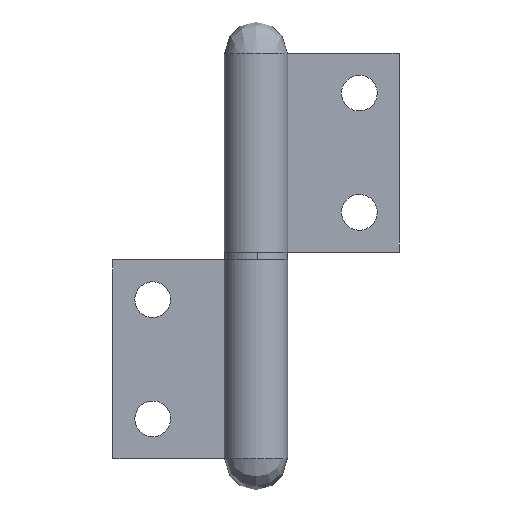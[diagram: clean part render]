
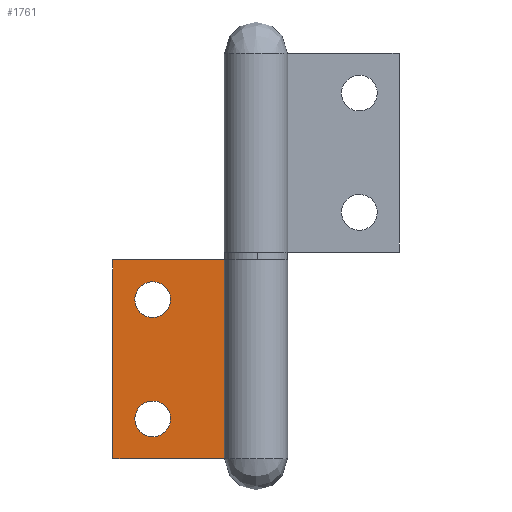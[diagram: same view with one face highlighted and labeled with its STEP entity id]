
A CAD part, front view. The second image highlights one B-rep face of the part: STEP entity #1761.
In plain terms, the highlighted free-form (B-spline) face has degree [1, 1] with [2, 2] control points.
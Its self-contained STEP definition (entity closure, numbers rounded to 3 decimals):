
#1136=CARTESIAN_POINT('',(-30.492,4.0,39.725));
#1137=VERTEX_POINT('',#1136);
#1143=CARTESIAN_POINT('',(-26.0,4.0,35.5));
#1144=VERTEX_POINT('',#1143);
#1145=CARTESIAN_POINT('',(-26.0,4.0,35.5));
#1146=CARTESIAN_POINT('',(-30.233,4.,35.5));
#1147=CARTESIAN_POINT('',(-30.492,4.,39.725));
#1155=(BOUNDED_CURVE()B_SPLINE_CURVE(2,(#1145,#1146,#1147),.UNSPECIFIED.,.F.,.U.)B_SPLINE_CURVE_WITH_KNOTS((3,3),(0.5,0.739),.UNSPECIFIED.)CURVE()GEOMETRIC_REPRESENTATION_ITEM()RATIONAL_B_SPLINE_CURVE((1.0,0.72,0.976))REPRESENTATION_ITEM(''));
#1156=EDGE_CURVE('',#1144,#1137,#1155,.T.);
#1158=CARTESIAN_POINT('',(-21.531,4.0,40.531));
#1159=VERTEX_POINT('',#1158);
#1160=CARTESIAN_POINT('',(-21.531,4.,40.531));
#1161=CARTESIAN_POINT('',(-21.5,4.0,40.267));
#1162=CARTESIAN_POINT('',(-21.5,4.0,40.0));
#1163=CARTESIAN_POINT('',(-21.5,4.0,35.5));
#1164=CARTESIAN_POINT('',(-26.0,4.0,35.5));
#1172=(BOUNDED_CURVE()B_SPLINE_CURVE(2,(#1160,#1161,#1162,#1163,#1164),.UNSPECIFIED.,.F.,.U.)B_SPLINE_CURVE_WITH_KNOTS((3,2,3),(0.23,0.25,0.5),.UNSPECIFIED.)CURVE()GEOMETRIC_REPRESENTATION_ITEM()RATIONAL_B_SPLINE_CURVE((0.956,0.976,1.0,0.707,1.0))REPRESENTATION_ITEM(''));
#1173=EDGE_CURVE('',#1159,#1144,#1172,.T.);
#1217=CARTESIAN_POINT('',(-26.0,4.0,44.5));
#1218=VERTEX_POINT('',#1217);
#1219=CARTESIAN_POINT('',(-26.0,4.0,44.5));
#1220=CARTESIAN_POINT('',(-22.003,4.0,44.5));
#1221=CARTESIAN_POINT('',(-21.531,4.0,40.531));
#1229=(BOUNDED_CURVE()B_SPLINE_CURVE(2,(#1219,#1220,#1221),.UNSPECIFIED.,.F.,.U.)B_SPLINE_CURVE_WITH_KNOTS((3,3),(0.0,0.23),.UNSPECIFIED.)CURVE()GEOMETRIC_REPRESENTATION_ITEM()RATIONAL_B_SPLINE_CURVE((1.0,0.731,0.956))REPRESENTATION_ITEM(''));
#1230=EDGE_CURVE('',#1218,#1159,#1229,.T.);
#1232=CARTESIAN_POINT('',(-30.492,4.0,39.725));
#1233=CARTESIAN_POINT('',(-30.5,4.,39.863));
#1234=CARTESIAN_POINT('',(-30.5,4.0,40.0));
#1235=CARTESIAN_POINT('',(-30.5,4.0,44.5));
#1236=CARTESIAN_POINT('',(-26.0,4.0,44.5));
#1244=(BOUNDED_CURVE()B_SPLINE_CURVE(2,(#1232,#1233,#1234,#1235,#1236),.UNSPECIFIED.,.F.,.U.)B_SPLINE_CURVE_WITH_KNOTS((3,2,3),(0.739,0.75,1.0),.UNSPECIFIED.)CURVE()GEOMETRIC_REPRESENTATION_ITEM()RATIONAL_B_SPLINE_CURVE((0.976,0.988,1.0,0.707,1.0))REPRESENTATION_ITEM(''));
#1245=EDGE_CURVE('',#1137,#1218,#1244,.T.);
#1322=CARTESIAN_POINT('',(-30.492,4.0,9.725));
#1323=VERTEX_POINT('',#1322);
#1329=CARTESIAN_POINT('',(-26.0,4.0,5.5));
#1330=VERTEX_POINT('',#1329);
#1331=CARTESIAN_POINT('',(-26.0,4.0,5.5));
#1332=CARTESIAN_POINT('',(-30.233,4.,5.5));
#1333=CARTESIAN_POINT('',(-30.492,4.,9.725));
#1341=(BOUNDED_CURVE()B_SPLINE_CURVE(2,(#1331,#1332,#1333),.UNSPECIFIED.,.F.,.U.)B_SPLINE_CURVE_WITH_KNOTS((3,3),(0.5,0.739),.UNSPECIFIED.)CURVE()GEOMETRIC_REPRESENTATION_ITEM()RATIONAL_B_SPLINE_CURVE((1.0,0.72,0.976))REPRESENTATION_ITEM(''));
#1342=EDGE_CURVE('',#1330,#1323,#1341,.T.);
#1344=CARTESIAN_POINT('',(-21.531,4.0,10.531));
#1345=VERTEX_POINT('',#1344);
#1346=CARTESIAN_POINT('',(-21.531,4.,10.531));
#1347=CARTESIAN_POINT('',(-21.5,4.0,10.267));
#1348=CARTESIAN_POINT('',(-21.5,4.0,10.0));
#1349=CARTESIAN_POINT('',(-21.5,4.0,5.5));
#1350=CARTESIAN_POINT('',(-26.0,4.0,5.5));
#1358=(BOUNDED_CURVE()B_SPLINE_CURVE(2,(#1346,#1347,#1348,#1349,#1350),.UNSPECIFIED.,.F.,.U.)B_SPLINE_CURVE_WITH_KNOTS((3,2,3),(0.23,0.25,0.5),.UNSPECIFIED.)CURVE()GEOMETRIC_REPRESENTATION_ITEM()RATIONAL_B_SPLINE_CURVE((0.956,0.976,1.0,0.707,1.0))REPRESENTATION_ITEM(''));
#1359=EDGE_CURVE('',#1345,#1330,#1358,.T.);
#1403=CARTESIAN_POINT('',(-26.0,4.0,14.5));
#1404=VERTEX_POINT('',#1403);
#1405=CARTESIAN_POINT('',(-26.0,4.0,14.5));
#1406=CARTESIAN_POINT('',(-22.003,4.0,14.5));
#1407=CARTESIAN_POINT('',(-21.531,4.0,10.531));
#1415=(BOUNDED_CURVE()B_SPLINE_CURVE(2,(#1405,#1406,#1407),.UNSPECIFIED.,.F.,.U.)B_SPLINE_CURVE_WITH_KNOTS((3,3),(0.0,0.23),.UNSPECIFIED.)CURVE()GEOMETRIC_REPRESENTATION_ITEM()RATIONAL_B_SPLINE_CURVE((1.0,0.731,0.956))REPRESENTATION_ITEM(''));
#1416=EDGE_CURVE('',#1404,#1345,#1415,.T.);
#1418=CARTESIAN_POINT('',(-30.492,4.,9.725));
#1419=CARTESIAN_POINT('',(-30.5,4.,9.863));
#1420=CARTESIAN_POINT('',(-30.5,4.0,10.0));
#1421=CARTESIAN_POINT('',(-30.5,4.0,14.5));
#1422=CARTESIAN_POINT('',(-26.0,4.0,14.5));
#1430=(BOUNDED_CURVE()B_SPLINE_CURVE(2,(#1418,#1419,#1420,#1421,#1422),.UNSPECIFIED.,.F.,.U.)B_SPLINE_CURVE_WITH_KNOTS((3,2,3),(0.739,0.75,1.0),.UNSPECIFIED.)CURVE()GEOMETRIC_REPRESENTATION_ITEM()RATIONAL_B_SPLINE_CURVE((0.976,0.988,1.0,0.707,1.0))REPRESENTATION_ITEM(''));
#1431=EDGE_CURVE('',#1323,#1404,#1430,.T.);
#1457=CARTESIAN_POINT('',(-36.0,4.0,50.0));
#1458=VERTEX_POINT('',#1457);
#1459=CARTESIAN_POINT('',(-0.634,4.0,50.0));
#1460=VERTEX_POINT('',#1459);
#1461=CARTESIAN_POINT('',(-36.0,4.0,50.0));
#1462=CARTESIAN_POINT('',(-0.634,4.0,50.0));
#1463=QUASI_UNIFORM_CURVE('',1,(#1461,#1462),.UNSPECIFIED.,.F.,.U.);
#1464=EDGE_CURVE('',#1458,#1460,#1463,.T.);
#1535=CARTESIAN_POINT('',(-36.0,4.0,0.0));
#1536=VERTEX_POINT('',#1535);
#1537=CARTESIAN_POINT('',(-0.634,4.0,0.0));
#1538=VERTEX_POINT('',#1537);
#1539=CARTESIAN_POINT('',(-36.0,4.0,0.0));
#1540=CARTESIAN_POINT('',(-0.634,4.0,0.0));
#1541=QUASI_UNIFORM_CURVE('',1,(#1539,#1540),.UNSPECIFIED.,.F.,.U.);
#1542=EDGE_CURVE('',#1536,#1538,#1541,.T.);
#1620=CARTESIAN_POINT('',(-36.0,4.0,0.0));
#1621=CARTESIAN_POINT('',(-36.0,4.0,50.0));
#1622=QUASI_UNIFORM_CURVE('',1,(#1620,#1621),.UNSPECIFIED.,.F.,.U.);
#1623=EDGE_CURVE('',#1536,#1458,#1622,.T.);
#1704=CARTESIAN_POINT('',(-0.634,4.0,0.0));
#1705=CARTESIAN_POINT('',(-0.634,4.0,50.0));
#1706=QUASI_UNIFORM_CURVE('',1,(#1704,#1705),.UNSPECIFIED.,.F.,.U.);
#1707=EDGE_CURVE('',#1538,#1460,#1706,.T.);
#1738=CARTESIAN_POINT('',(-37.767,4.0,52.497));
#1739=CARTESIAN_POINT('',(-37.767,4.0,-2.498));
#1740=CARTESIAN_POINT('',(1.132,4.0,52.497));
#1741=CARTESIAN_POINT('',(1.132,4.0,-2.498));
#1742=B_SPLINE_SURFACE_WITH_KNOTS('',1,1,((#1738,#1740),(#1739,#1741)),.UNSPECIFIED.,.F.,.F.,.U.,(2,2),(2,2),(0.0,54.995),(0.0,38.899),.UNSPECIFIED.);
#1743=ORIENTED_EDGE('',*,*,#1464,.F.);
#1744=ORIENTED_EDGE('',*,*,#1623,.F.);
#1745=ORIENTED_EDGE('',*,*,#1542,.T.);
#1746=ORIENTED_EDGE('',*,*,#1707,.T.);
#1747=EDGE_LOOP('',(#1743,#1744,#1745,#1746));
#1748=FACE_OUTER_BOUND('',#1747,.T.);
#1749=ORIENTED_EDGE('',*,*,#1342,.T.);
#1750=ORIENTED_EDGE('',*,*,#1431,.T.);
#1751=ORIENTED_EDGE('',*,*,#1416,.T.);
#1752=ORIENTED_EDGE('',*,*,#1359,.T.);
#1753=EDGE_LOOP('',(#1749,#1750,#1751,#1752));
#1754=FACE_BOUND('',#1753,.T.);
#1755=ORIENTED_EDGE('',*,*,#1156,.T.);
#1756=ORIENTED_EDGE('',*,*,#1245,.T.);
#1757=ORIENTED_EDGE('',*,*,#1230,.T.);
#1758=ORIENTED_EDGE('',*,*,#1173,.T.);
#1759=EDGE_LOOP('',(#1755,#1756,#1757,#1758));
#1760=FACE_BOUND('',#1759,.T.);
#1761=ADVANCED_FACE('',(#1748,#1754,#1760),#1742,.T.);
